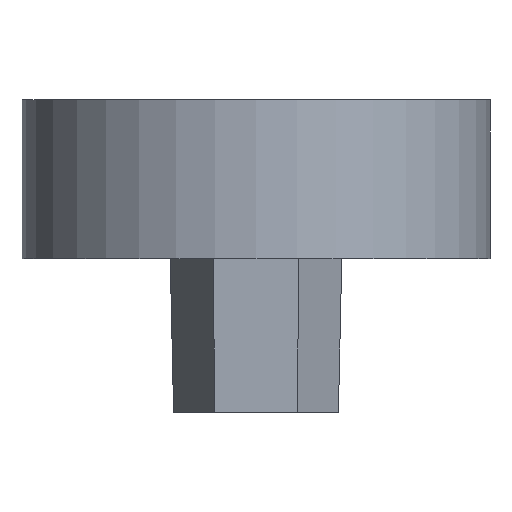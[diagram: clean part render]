
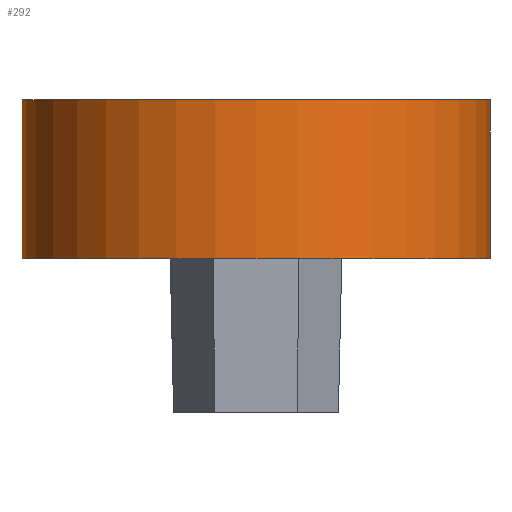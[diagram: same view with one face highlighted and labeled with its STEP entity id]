
A CAD part, front view. The second image highlights one B-rep face of the part: STEP entity #292.
In plain terms, the highlighted cylindrical face has radius 21.35 mm (diameter 42.7 mm), a partial arc.
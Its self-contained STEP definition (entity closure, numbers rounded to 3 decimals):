
#17=CYLINDRICAL_SURFACE('',#333,21.35);
#31=LINE('',#478,#62);
#32=LINE('',#480,#63);
#62=VECTOR('',#389,10.);
#63=VECTOR('',#392,10.);
#86=FACE_OUTER_BOUND('',#103,.T.);
#103=EDGE_LOOP('',(#223,#224,#225,#226));
#116=CIRCLE('',#320,21.35);
#121=CIRCLE('',#326,21.35);
#126=VERTEX_POINT('',#435);
#127=VERTEX_POINT('',#437);
#136=VERTEX_POINT('',#456);
#137=VERTEX_POINT('',#458);
#152=EDGE_CURVE('',#126,#127,#116,.T.);
#162=EDGE_CURVE('',#137,#136,#121,.T.);
#173=EDGE_CURVE('',#136,#127,#31,.T.);
#174=EDGE_CURVE('',#137,#126,#32,.T.);
#223=ORIENTED_EDGE('',*,*,#162,.T.);
#224=ORIENTED_EDGE('',*,*,#173,.T.);
#225=ORIENTED_EDGE('',*,*,#152,.F.);
#226=ORIENTED_EDGE('',*,*,#174,.F.);
#292=ADVANCED_FACE('',(#86),#17,.T.);
#320=AXIS2_PLACEMENT_3D('',#438,#351,#352);
#326=AXIS2_PLACEMENT_3D('',#459,#368,#369);
#333=AXIS2_PLACEMENT_3D('',#479,#390,#391);
#351=DIRECTION('center_axis',(0.,0.,1.));
#352=DIRECTION('ref_axis',(-1.,0.,0.));
#368=DIRECTION('center_axis',(0.,0.,1.));
#369=DIRECTION('ref_axis',(-1.,0.,0.));
#389=DIRECTION('',(0.,0.,1.));
#390=DIRECTION('center_axis',(0.,0.,1.));
#391=DIRECTION('ref_axis',(-1.,0.,0.));
#392=DIRECTION('',(0.,0.,1.));
#435=CARTESIAN_POINT('',(14.433,24.999,28.5));
#437=CARTESIAN_POINT('',(25.108,6.51,28.5));
#438=CARTESIAN_POINT('Origin',(3.759,6.51,28.5));
#456=CARTESIAN_POINT('',(25.108,6.51,14.));
#458=CARTESIAN_POINT('',(14.433,24.999,14.));
#459=CARTESIAN_POINT('Origin',(3.759,6.51,14.));
#478=CARTESIAN_POINT('',(25.108,6.51,14.));
#479=CARTESIAN_POINT('Origin',(3.759,6.51,14.));
#480=CARTESIAN_POINT('',(14.433,24.999,14.));
